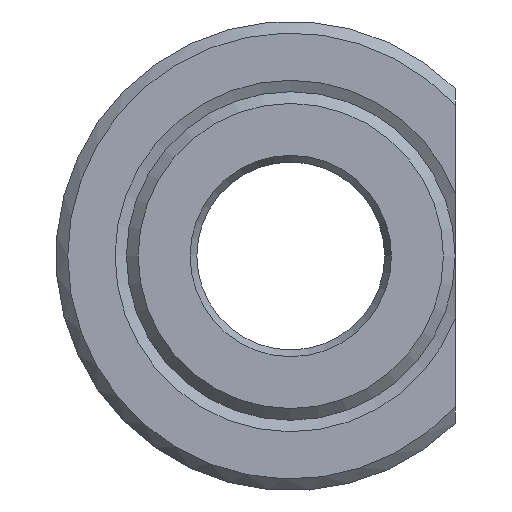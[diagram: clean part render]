
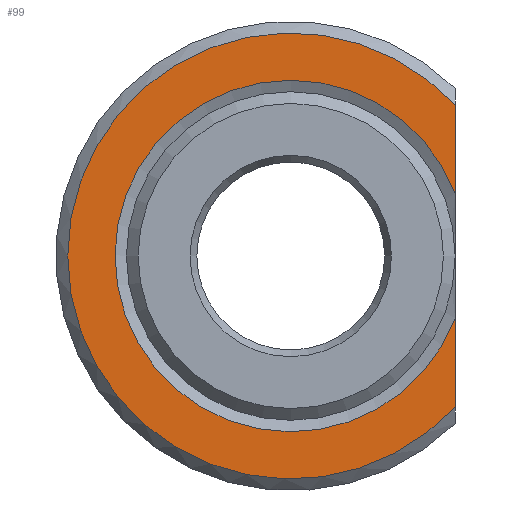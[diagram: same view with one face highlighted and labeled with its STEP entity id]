
A CAD part, left-side view. The second image highlights one B-rep face of the part: STEP entity #99.
In plain terms, the highlighted planar face has unit normal (-1, 0, 0).
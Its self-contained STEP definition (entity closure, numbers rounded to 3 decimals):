
#99=ADVANCED_FACE('',(#197),#198,.F.);
#197=FACE_OUTER_BOUND('',#291,.T.);
#198=PLANE('',#292);
#291=EDGE_LOOP('',(#440,#441,#442,#443));
#292=AXIS2_PLACEMENT_3D('',#444,#445,#446);
#440=ORIENTED_EDGE('',*,*,#511,.T.);
#441=ORIENTED_EDGE('',*,*,#491,.F.);
#442=ORIENTED_EDGE('',*,*,#475,.F.);
#443=ORIENTED_EDGE('',*,*,#501,.F.);
#444=CARTESIAN_POINT('',(0.0,5.0,0.0));
#445=DIRECTION('',(1.0,0.0,0.0));
#446=DIRECTION('',(0.0,0.0,-1.0));
#475=EDGE_CURVE('',#534,#533,#536,.T.);
#491=EDGE_CURVE('',#533,#560,#561,.T.);
#501=EDGE_CURVE('',#578,#534,#580,.T.);
#511=EDGE_CURVE('',#578,#560,#592,.F.);
#533=VERTEX_POINT('',#619);
#534=VERTEX_POINT('',#620);
#536=CIRCLE('',#626,7.487);
#560=VERTEX_POINT('',#650);
#561=LINE('',#651,#652);
#578=VERTEX_POINT('',#689);
#580=LINE('',#694,#695);
#592=CIRCLE('',#707,9.5);
#619=CARTESIAN_POINT('',(0.0,-7.0,-2.656));
#620=CARTESIAN_POINT('',(0.,-7.0,2.656));
#626=AXIS2_PLACEMENT_3D('',#734,#735,#736);
#650=CARTESIAN_POINT('',(0.0,-7.0,-6.423));
#651=CARTESIAN_POINT('',(0.0,-7.0,0.0));
#652=VECTOR('',#761,1.0);
#689=CARTESIAN_POINT('',(0.0,-7.0,6.423));
#694=CARTESIAN_POINT('',(0.0,-7.0,0.0));
#695=VECTOR('',#766,1.0);
#707=AXIS2_PLACEMENT_3D('',#779,#780,#781);
#734=CARTESIAN_POINT('',(0.,0.0,0.0));
#735=DIRECTION('',(-1.0,0.0,0.0));
#736=DIRECTION('',(0.0,0.0,1.0));
#761=DIRECTION('',(0.0,0.,-1.0));
#766=DIRECTION('',(0.0,0.,-1.0));
#779=CARTESIAN_POINT('',(0.0,0.0,0.0));
#780=DIRECTION('',(1.0,0.0,0.0));
#781=DIRECTION('',(0.0,0.0,-1.0));
